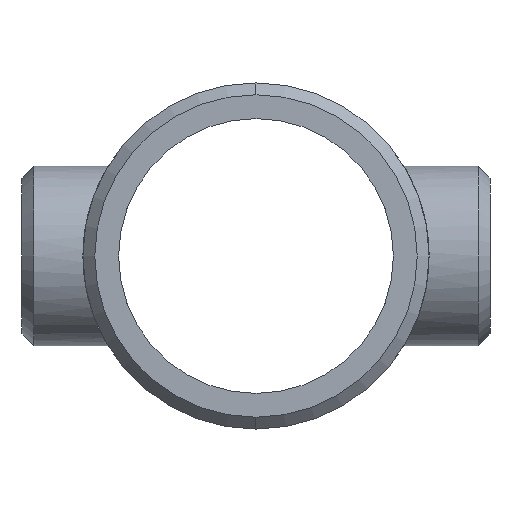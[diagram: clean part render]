
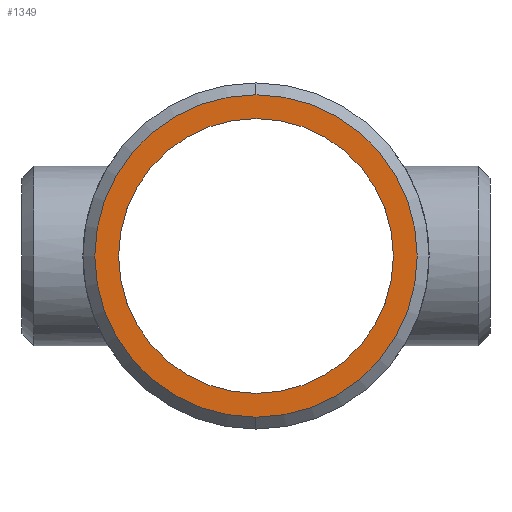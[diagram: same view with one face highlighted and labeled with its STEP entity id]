
A CAD part, left-side view. The second image highlights one B-rep face of the part: STEP entity #1349.
In plain terms, the highlighted planar face has unit normal (-1, 0, 0).
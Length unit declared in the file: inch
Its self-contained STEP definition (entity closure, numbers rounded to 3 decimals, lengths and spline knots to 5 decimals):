
#43 = DIRECTION ( 'NONE',  ( 1., 0., 0. ) ) ;
#48 = ORIENTED_EDGE ( 'NONE', *, *, #1173, .T. ) ;
#112 = EDGE_LOOP ( 'NONE', ( #48, #983 ) ) ;
#150 = PLANE ( 'NONE',  #412 ) ;
#310 = ORIENTED_EDGE ( 'NONE', *, *, #613, .T. ) ;
#346 = DIRECTION ( 'NONE',  ( -1., 0., 0. ) ) ;
#347 = ORIENTED_EDGE ( 'NONE', *, *, #1207, .T. ) ;
#368 = DIRECTION ( 'NONE',  ( -1., 0., 0. ) ) ;
#370 = FACE_OUTER_BOUND ( 'NONE', #461, .T. ) ;
#383 = DIRECTION ( 'NONE',  ( 1., 0., 0. ) ) ;
#412 = AXIS2_PLACEMENT_3D ( 'NONE', #774, #783, #1276 ) ;
#436 = VERTEX_POINT ( 'NONE', #506 ) ;
#461 = EDGE_LOOP ( 'NONE', ( #347, #310 ) ) ;
#463 = CARTESIAN_POINT ( 'NONE',  ( -10., 0., -5.063 ) ) ;
#506 = CARTESIAN_POINT ( 'NONE',  ( -10., 0., 5.063 ) ) ;
#527 = VERTEX_POINT ( 'NONE', #915 ) ;
#550 = CIRCLE ( 'NONE', #726, 5.93767 ) ;
#583 = DIRECTION ( 'NONE',  ( 0., 0., 1. ) ) ;
#613 = EDGE_CURVE ( 'NONE', #721, #527, #550, .T. ) ;
#637 = AXIS2_PLACEMENT_3D ( 'NONE', #1104, #43, #1200 ) ;
#659 = CIRCLE ( 'NONE', #1073, 5.063 ) ;
#715 = EDGE_CURVE ( 'NONE', #1182, #436, #659, .T. ) ;
#721 = VERTEX_POINT ( 'NONE', #881 ) ;
#726 = AXIS2_PLACEMENT_3D ( 'NONE', #1063, #346, #583 ) ;
#769 = CARTESIAN_POINT ( 'NONE',  ( -10., 0., 0. ) ) ;
#773 = CIRCLE ( 'NONE', #637, 5.063 ) ;
#774 = CARTESIAN_POINT ( 'NONE',  ( -10., 0., 0. ) ) ;
#781 = DIRECTION ( 'NONE',  ( 0., 0., 1. ) ) ;
#783 = DIRECTION ( 'NONE',  ( -1., 0., 0. ) ) ;
#881 = CARTESIAN_POINT ( 'NONE',  ( -10., 0., 5.93767 ) ) ;
#915 = CARTESIAN_POINT ( 'NONE',  ( -10., 0., -5.93767 ) ) ;
#983 = ORIENTED_EDGE ( 'NONE', *, *, #715, .T. ) ;
#1017 = CIRCLE ( 'NONE', #1122, 5.93767 ) ;
#1063 = CARTESIAN_POINT ( 'NONE',  ( -10., 0., 0. ) ) ;
#1073 = AXIS2_PLACEMENT_3D ( 'NONE', #769, #383, #1185 ) ;
#1104 = CARTESIAN_POINT ( 'NONE',  ( -10., 0., 0. ) ) ;
#1122 = AXIS2_PLACEMENT_3D ( 'NONE', #1186, #368, #781 ) ;
#1173 = EDGE_CURVE ( 'NONE', #436, #1182, #773, .T. ) ;
#1178 = FACE_BOUND ( 'NONE', #112, .T. ) ;
#1182 = VERTEX_POINT ( 'NONE', #463 ) ;
#1185 = DIRECTION ( 'NONE',  ( 0., 0., 1. ) ) ;
#1186 = CARTESIAN_POINT ( 'NONE',  ( -10., 0., 0. ) ) ;
#1200 = DIRECTION ( 'NONE',  ( 0., 0., 1. ) ) ;
#1207 = EDGE_CURVE ( 'NONE', #527, #721, #1017, .T. ) ;
#1276 = DIRECTION ( 'NONE',  ( 0., 0., -1. ) ) ;
#1349 = ADVANCED_FACE ( 'NONE', ( #370, #1178 ), #150, .T. ) ;
